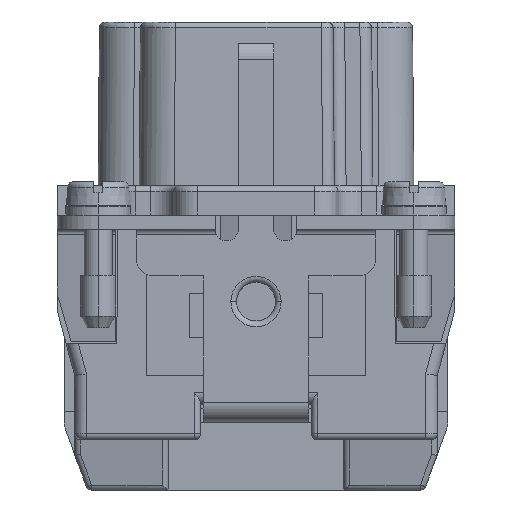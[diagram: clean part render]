
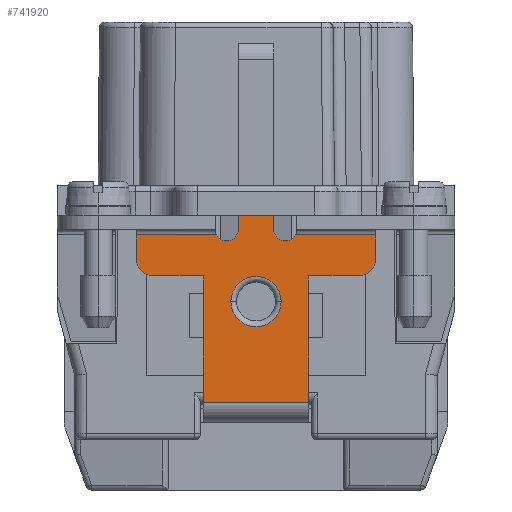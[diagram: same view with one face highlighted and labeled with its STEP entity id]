
A CAD part, left-side view. The second image highlights one B-rep face of the part: STEP entity #741920.
In plain terms, the highlighted planar face has unit normal (-1, 0, 0).
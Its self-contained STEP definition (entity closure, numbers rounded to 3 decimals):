
#300230=CARTESIAN_POINT('',(119.088,70.565,
-82.3));
#300240=VERTEX_POINT('',#300230);
#300410=CARTESIAN_POINT('',(119.088,67.565,
-82.3));
#300420=VERTEX_POINT('',#300410);
#300450=CARTESIAN_POINT('',(119.088,56.233,
-82.3));
#300460=DIRECTION('',(0.,1.,0.));
#300470=VECTOR('',#300460,1.);
#300480=LINE('',#300450,#300470);
#300490=EDGE_CURVE('',#300420,#300240,#300480,.T.);
#733370=CARTESIAN_POINT('',(119.088,70.565,
-66.8));
#733380=DIRECTION('',(0.,0.,1.));
#733390=VECTOR('',#733380,1.);
#733400=LINE('',#733370,#733390);
#733410=CARTESIAN_POINT('',(119.088,70.565,
-83.5));
#733420=VERTEX_POINT('',#733410);
#733430=EDGE_CURVE('',#733420,#300240,#733400,.T.);
#733710=CARTESIAN_POINT('',(119.088,71.565,
-83.5));
#733720=DIRECTION('',(-1.,0.,0.));
#733730=DIRECTION('',(0.,1.,0.));
#733740=AXIS2_PLACEMENT_3D('',#733710,#733720,#733730);
#733750=CIRCLE('',#733740,1.);
#733760=CARTESIAN_POINT('',(119.088,72.431,
-84.));
#733770=VERTEX_POINT('',#733760);
#733780=EDGE_CURVE('',#733770,#733420,#733750,.T.);
#734220=CARTESIAN_POINT('',(119.088,25.065,
-84.));
#734230=DIRECTION('',(0.,-1.,0.));
#734240=VECTOR('',#734230,1.);
#734250=LINE('',#734220,#734240);
#734260=CARTESIAN_POINT('',(119.088,79.315,
-84.));
#734270=VERTEX_POINT('',#734260);
#734280=EDGE_CURVE('',#734270,#733770,#734250,.T.);
#734640=CARTESIAN_POINT('',(119.088,79.315,
-66.8));
#734650=DIRECTION('',(0.,0.,1.));
#734660=VECTOR('',#734650,1.);
#734670=LINE('',#734640,#734660);
#734680=CARTESIAN_POINT('',(119.088,79.315,
-86.));
#734690=VERTEX_POINT('',#734680);
#734700=EDGE_CURVE('',#734690,#734270,#734670,.T.);
#740230=CARTESIAN_POINT('',(119.088,66.915,
-89.7));
#740240=VERTEX_POINT('',#740230);
#740330=CARTESIAN_POINT('',(119.088,71.215,
-89.7));
#740340=VERTEX_POINT('',#740330);
#740370=CARTESIAN_POINT('',(119.088,69.065,
-89.7));
#740380=DIRECTION('',(-1.,0.,0.));
#740390=DIRECTION('',(0.,1.,0.));
#740400=AXIS2_PLACEMENT_3D('',#740370,#740380,#740390);
#740410=CIRCLE('',#740400,2.15);
#740420=EDGE_CURVE('',#740240,#740340,#740410,.T.);
#740540=CARTESIAN_POINT('',(119.088,86.065,
-66.8));
#740550=DIRECTION('',(-1.,0.,0.));
#740560=DIRECTION('',(0.,1.,0.));
#740570=AXIS2_PLACEMENT_3D('',#740540,#740550,#740560);
#740580=PLANE('',#740570);
#740590=CARTESIAN_POINT('',(119.088,67.565,
-66.8));
#740600=DIRECTION('',(0.,0.,-1.));
#740610=VECTOR('',#740600,1.);
#740620=LINE('',#740590,#740610);
#740630=CARTESIAN_POINT('',(119.088,67.565,
-83.5));
#740640=VERTEX_POINT('',#740630);
#740650=EDGE_CURVE('',#300420,#740640,#740620,.T.);
#740660=ORIENTED_EDGE('',*,*,#740650,.F.);
#740670=CARTESIAN_POINT('',(119.088,66.565,
-83.5));
#740680=DIRECTION('',(-1.,0.,0.));
#740690=DIRECTION('',(0.,1.,0.));
#740700=AXIS2_PLACEMENT_3D('',#740670,#740680,#740690);
#740710=CIRCLE('',#740700,1.);
#740720=CARTESIAN_POINT('',(119.088,65.699,
-84.));
#740730=VERTEX_POINT('',#740720);
#740740=EDGE_CURVE('',#740640,#740730,#740710,.T.);
#740750=ORIENTED_EDGE('',*,*,#740740,.F.);
#740760=CARTESIAN_POINT('',(119.088,25.065,
-84.));
#740770=DIRECTION('',(0.,-1.,0.));
#740780=VECTOR('',#740770,1.);
#740790=LINE('',#740760,#740780);
#740800=CARTESIAN_POINT('',(119.088,58.815,
-84.));
#740810=VERTEX_POINT('',#740800);
#740820=EDGE_CURVE('',#740730,#740810,#740790,.T.);
#740830=ORIENTED_EDGE('',*,*,#740820,.F.);
#740840=CARTESIAN_POINT('',(119.088,58.815,
-66.8));
#740850=DIRECTION('',(0.,0.,-1.));
#740860=VECTOR('',#740850,1.);
#740870=LINE('',#740840,#740860);
#740880=CARTESIAN_POINT('',(119.088,58.815,
-86.));
#740890=VERTEX_POINT('',#740880);
#740900=EDGE_CURVE('',#740810,#740890,#740870,.T.);
#740910=ORIENTED_EDGE('',*,*,#740900,.F.);
#740920=CARTESIAN_POINT('',(119.088,60.315,
-86.));
#740930=DIRECTION('',(-1.,0.,0.));
#740940=DIRECTION('',(0.,1.,0.));
#740950=AXIS2_PLACEMENT_3D('',#740920,#740930,#740940);
#740960=CIRCLE('',#740950,1.5);
#740970=CARTESIAN_POINT('',(119.088,60.315,
-87.5));
#740980=VERTEX_POINT('',#740970);
#740990=EDGE_CURVE('',#740980,#740890,#740960,.T.);
#741000=ORIENTED_EDGE('',*,*,#740990,.T.);
#741010=CARTESIAN_POINT('',(119.088,25.065,
-87.5));
#741020=DIRECTION('',(0.,1.,0.));
#741030=VECTOR('',#741020,1.);
#741040=LINE('',#741010,#741030);
#741050=CARTESIAN_POINT('',(119.088,64.565,
-87.5));
#741060=VERTEX_POINT('',#741050);
#741070=EDGE_CURVE('',#740980,#741060,#741040,.T.);
#741080=ORIENTED_EDGE('',*,*,#741070,.F.);
#741090=CARTESIAN_POINT('',(119.088,64.565,
-66.8));
#741100=DIRECTION('',(0.,0.,-1.));
#741110=VECTOR('',#741100,1.);
#741120=LINE('',#741090,#741110);
#741130=CARTESIAN_POINT('',(119.088,64.565,
-89.));
#741140=VERTEX_POINT('',#741130);
#741150=EDGE_CURVE('',#741060,#741140,#741120,.T.);
#741160=ORIENTED_EDGE('',*,*,#741150,.F.);
#741170=CARTESIAN_POINT('',(119.088,64.565,
-66.8));
#741180=DIRECTION('',(0.,0.,-1.));
#741190=VECTOR('',#741180,1.);
#741200=LINE('',#741170,#741190);
#741210=CARTESIAN_POINT('',(119.088,64.565,
-92.8));
#741220=VERTEX_POINT('',#741210);
#741230=EDGE_CURVE('',#741140,#741220,#741200,.T.);
#741240=ORIENTED_EDGE('',*,*,#741230,.F.);
#741250=CARTESIAN_POINT('',(119.088,64.565,
-66.8));
#741260=DIRECTION('',(0.,0.,-1.));
#741270=VECTOR('',#741260,1.);
#741280=LINE('',#741250,#741270);
#741290=CARTESIAN_POINT('',(119.088,64.565,
-98.3));
#741300=VERTEX_POINT('',#741290);
#741310=EDGE_CURVE('',#741220,#741300,#741280,.T.);
#741320=ORIENTED_EDGE('',*,*,#741310,.F.);
#741330=CARTESIAN_POINT('',(119.088,25.065,
-98.3));
#741340=DIRECTION('',(0.,1.,0.));
#741350=VECTOR('',#741340,1.);
#741360=LINE('',#741330,#741350);
#741370=CARTESIAN_POINT('',(119.088,73.565,
-98.3));
#741380=VERTEX_POINT('',#741370);
#741390=EDGE_CURVE('',#741300,#741380,#741360,.T.);
#741400=ORIENTED_EDGE('',*,*,#741390,.F.);
#741410=CARTESIAN_POINT('',(119.088,73.565,
-66.8));
#741420=DIRECTION('',(0.,0.,1.));
#741430=VECTOR('',#741420,1.);
#741440=LINE('',#741410,#741430);
#741450=CARTESIAN_POINT('',(119.088,73.565,
-92.8));
#741460=VERTEX_POINT('',#741450);
#741470=EDGE_CURVE('',#741380,#741460,#741440,.T.);
#741480=ORIENTED_EDGE('',*,*,#741470,.F.);
#741490=CARTESIAN_POINT('',(119.088,73.565,
-66.8));
#741500=DIRECTION('',(0.,0.,-1.));
#741510=VECTOR('',#741500,1.);
#741520=LINE('',#741490,#741510);
#741530=CARTESIAN_POINT('',(119.088,73.565,
-89.));
#741540=VERTEX_POINT('',#741530);
#741550=EDGE_CURVE('',#741540,#741460,#741520,.T.);
#741560=ORIENTED_EDGE('',*,*,#741550,.T.);
#741570=CARTESIAN_POINT('',(119.088,73.565,
-66.8));
#741580=DIRECTION('',(0.,0.,1.));
#741590=VECTOR('',#741580,1.);
#741600=LINE('',#741570,#741590);
#741610=CARTESIAN_POINT('',(119.088,73.565,
-87.5));
#741620=VERTEX_POINT('',#741610);
#741630=EDGE_CURVE('',#741540,#741620,#741600,.T.);
#741640=ORIENTED_EDGE('',*,*,#741630,.F.);
#741650=CARTESIAN_POINT('',(119.088,25.065,
-87.5));
#741660=DIRECTION('',(0.,1.,0.));
#741670=VECTOR('',#741660,1.);
#741680=LINE('',#741650,#741670);
#741690=CARTESIAN_POINT('',(119.088,77.815,
-87.5));
#741700=VERTEX_POINT('',#741690);
#741710=EDGE_CURVE('',#741620,#741700,#741680,.T.);
#741720=ORIENTED_EDGE('',*,*,#741710,.F.);
#741730=CARTESIAN_POINT('',(119.088,77.815,
-86.));
#741740=DIRECTION('',(-1.,0.,0.));
#741750=DIRECTION('',(0.,1.,0.));
#741760=AXIS2_PLACEMENT_3D('',#741730,#741740,#741750);
#741770=CIRCLE('',#741760,1.5);
#741780=EDGE_CURVE('',#734690,#741700,#741770,.T.);
#741790=ORIENTED_EDGE('',*,*,#741780,.T.);
#741800=ORIENTED_EDGE('',*,*,#734700,.F.);
#741810=ORIENTED_EDGE('',*,*,#734280,.F.);
#741820=ORIENTED_EDGE('',*,*,#733780,.F.);
#741830=ORIENTED_EDGE('',*,*,#733430,.F.);
#741840=ORIENTED_EDGE('',*,*,#300490,.T.);
#741850=EDGE_LOOP('',(#741840,#741830,#741820,#741810,#741800,#741790,
#741720,#741640,#741560,#741480,#741400,#741320,#741240,#741160,#741080,
#741000,#740910,#740830,#740750,#740660));
#741860=FACE_OUTER_BOUND('',#741850,.T.);
#741870=EDGE_CURVE('',#740340,#740240,#740410,.T.);
#741880=ORIENTED_EDGE('',*,*,#741870,.F.);
#741890=ORIENTED_EDGE('',*,*,#740420,.F.);
#741900=EDGE_LOOP('',(#741890,#741880));
#741910=FACE_BOUND('',#741900,.T.);
#741920=ADVANCED_FACE('',(#741860,#741910),#740580,.T.);
